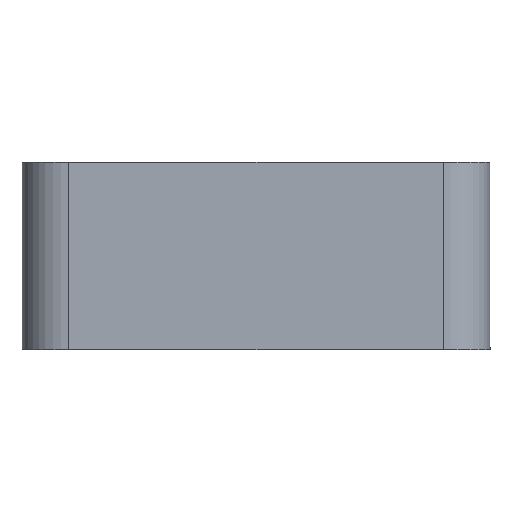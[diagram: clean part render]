
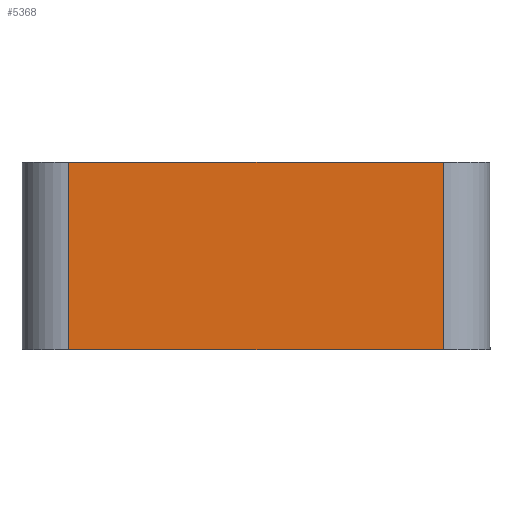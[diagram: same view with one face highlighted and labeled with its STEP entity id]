
A CAD part, left-side view. The second image highlights one B-rep face of the part: STEP entity #5368.
In plain terms, the highlighted planar face has unit normal (-1, 0, 0).
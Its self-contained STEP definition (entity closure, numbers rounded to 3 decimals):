
#7 = EDGE_CURVE ( 'NONE', #4016, #80, #4097, .T. ) ;
#80 = VERTEX_POINT ( 'NONE', #3957 ) ;
#213 = DIRECTION ( 'NONE',  ( 0., -1., 0. ) ) ;
#232 = ORIENTED_EDGE ( 'NONE', *, *, #800, .F. ) ;
#297 = DIRECTION ( 'NONE',  ( 0., 0., -1. ) ) ;
#600 = ORIENTED_EDGE ( 'NONE', *, *, #7, .F. ) ;
#655 = VERTEX_POINT ( 'NONE', #3031 ) ;
#800 = EDGE_CURVE ( 'NONE', #80, #5168, #5365, .T. ) ;
#906 = DIRECTION ( 'NONE',  ( 0., 0., -1. ) ) ;
#1155 = CARTESIAN_POINT ( 'NONE',  ( -12.5, 10., 10. ) ) ;
#1412 = DIRECTION ( 'NONE',  ( 0., 0., -1. ) ) ;
#1451 = DIRECTION ( 'NONE',  ( 0., -1., 0. ) ) ;
#1538 = DIRECTION ( 'NONE',  ( 1., 0., 0. ) ) ;
#1672 = VECTOR ( 'NONE', #906, 1000. ) ;
#1723 = CARTESIAN_POINT ( 'NONE',  ( -12.5, -10., 10. ) ) ;
#1827 = VECTOR ( 'NONE', #213, 1000. ) ;
#2971 = VECTOR ( 'NONE', #1451, 1000. ) ;
#2976 = EDGE_LOOP ( 'NONE', ( #4538, #232, #600, #4898 ) ) ;
#3031 = CARTESIAN_POINT ( 'NONE',  ( -12.5, 10., 0. ) ) ;
#3120 = LINE ( 'NONE', #3465, #1827 ) ;
#3465 = CARTESIAN_POINT ( 'NONE',  ( -12.5, 10., 0. ) ) ;
#3957 = CARTESIAN_POINT ( 'NONE',  ( -12.5, -10., 10. ) ) ;
#3962 = EDGE_CURVE ( 'NONE', #4016, #655, #3986, .T. ) ;
#3986 = LINE ( 'NONE', #5139, #5136 ) ;
#4016 = VERTEX_POINT ( 'NONE', #1155 ) ;
#4066 = CARTESIAN_POINT ( 'NONE',  ( -12.5, 10., 10. ) ) ;
#4097 = LINE ( 'NONE', #5228, #2971 ) ;
#4129 = CARTESIAN_POINT ( 'NONE',  ( -12.5, -10., 0. ) ) ;
#4376 = AXIS2_PLACEMENT_3D ( 'NONE', #4066, #1538, #297 ) ;
#4538 = ORIENTED_EDGE ( 'NONE', *, *, #4927, .T. ) ;
#4827 = PLANE ( 'NONE',  #4376 ) ;
#4898 = ORIENTED_EDGE ( 'NONE', *, *, #3962, .T. ) ;
#4927 = EDGE_CURVE ( 'NONE', #655, #5168, #3120, .T. ) ;
#5054 = FACE_OUTER_BOUND ( 'NONE', #2976, .T. ) ;
#5136 = VECTOR ( 'NONE', #1412, 1000. ) ;
#5139 = CARTESIAN_POINT ( 'NONE',  ( -12.5, 10., 10. ) ) ;
#5168 = VERTEX_POINT ( 'NONE', #4129 ) ;
#5228 = CARTESIAN_POINT ( 'NONE',  ( -12.5, 10., 10. ) ) ;
#5365 = LINE ( 'NONE', #1723, #1672 ) ;
#5368 = ADVANCED_FACE ( 'NONE', ( #5054 ), #4827, .F. ) ;
